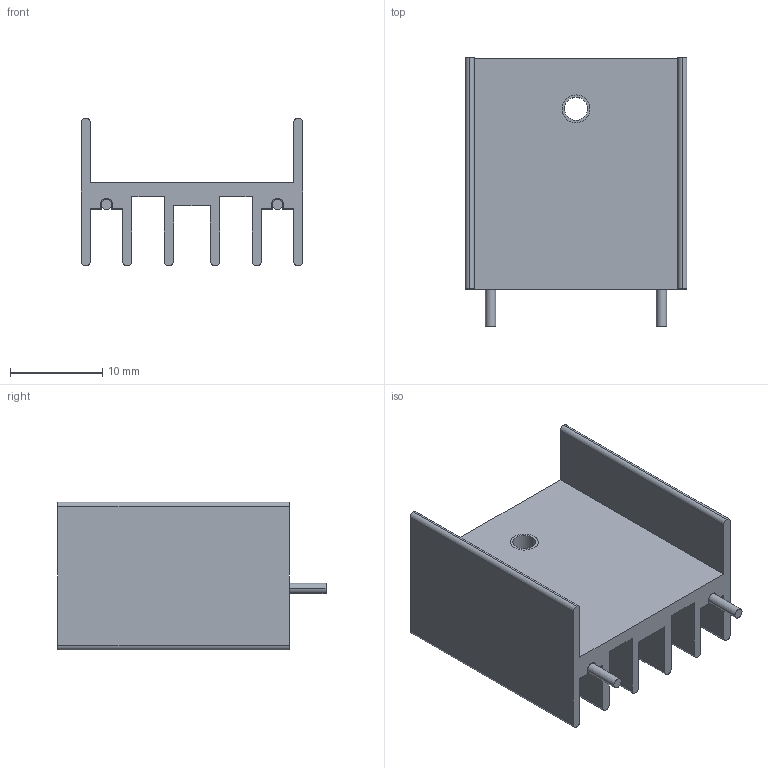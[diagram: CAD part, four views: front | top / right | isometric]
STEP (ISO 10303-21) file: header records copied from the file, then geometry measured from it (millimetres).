
FILE_DESCRIPTION (( 'STEP AP214' ), '1' );
FILE_NAME ('User Library-radiator_l298.STEP', '2016-12-02T18:46:00', ( 'Windows User' ), ( '' ), 'SwSTEP 2.0', 'SolidWorks 2016', '' );
FILE_SCHEMA (( 'AUTOMOTIVE_DESIGN' ));
Length unit declared in the file: millimetre
Products named in the file (3): User Library-radiator_l298_RADIATOR_L298_SOLID_1; User Library-radiator_l298; User Library-radiator_l298_RADIATOR_L298_QUILT_1
Assembly tree (2 placements, depth 2):
  User Library-radiator_l298
    User Library-radiator_l298_RADIATOR_L298_SOLID_1
    User Library-radiator_l298_RADIATOR_L298_QUILT_1
Bounding box: 24 x 29 x 16 mm (x, y, z)
Volume: 2651 mm3; surface area: 4307.9 mm2
Topology: 1 solids, 2 shells, 71 faces, 187 edges, 114 vertices
Faces by surface type: cylinder 33, plane 32, sphere 4, torus 2
Entity records: 2404 total; most frequent: CARTESIAN_POINT 442, DIRECTION 397, ORIENTED_EDGE 362, EDGE_CURVE 183, AXIS2_PLACEMENT_3D 141, VECTOR 115, LINE 115, VERTEX_POINT 114
